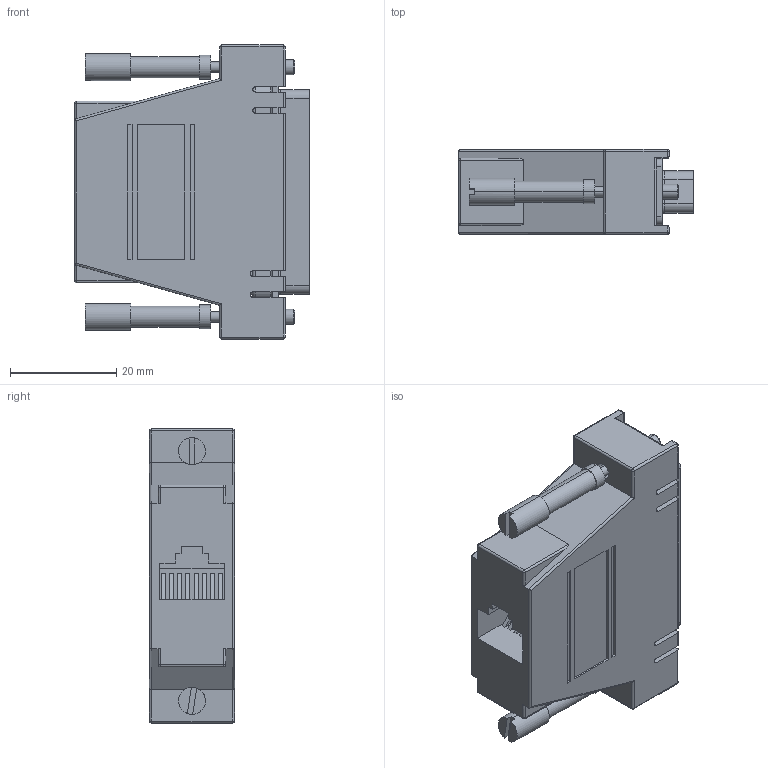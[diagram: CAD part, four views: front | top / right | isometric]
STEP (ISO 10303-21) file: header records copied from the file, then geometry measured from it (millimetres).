
FILE_DESCRIPTION (( 'STEP AP203' ), '1' );
FILE_NAME ('RA258F.STEP', '2006-06-23T20:12:11', ( 'lcom' ), ( 'lcom' ), 'SwSTEP 2.0', 'SolidWorks 2006004', '' );
FILE_SCHEMA (( 'CONFIG_CONTROL_DESIGN' ));
Length unit declared in the file: inch
Products named in the file (6): SP8527 thumbscrew_CSMN9 Screw; SP8527 BODY; C&P25F; RA258F; CRIMP&POKE F
Assembly tree (30 placements, depth 3):
  RA258F
    SP8527 BODY
    C&P25F
      CRIMP&POKE F  x25
      C&P25F
    SP8527 thumbscrew_CSMN9 Screw  x2
Bounding box: 44.17 x 16 x 55.37 mm (x, y, z)
Volume: 18417.4 mm3; surface area: 16946.6 mm2
Topology: 29 solids, 29 shells, 1419 faces, 3667 edges, 2400 vertices
Faces by surface type: plane 650, cylinder 594, cone 129, torus 20, bspline 14, sphere 12
Entity records: 19671 total; most frequent: CARTESIAN_POINT 4456, DIRECTION 2995, ORIENTED_EDGE 2802, EDGE_CURVE 1401, AXIS2_PLACEMENT_3D 1081, VERTEX_POINT 906, VECTOR 833, LINE 833
